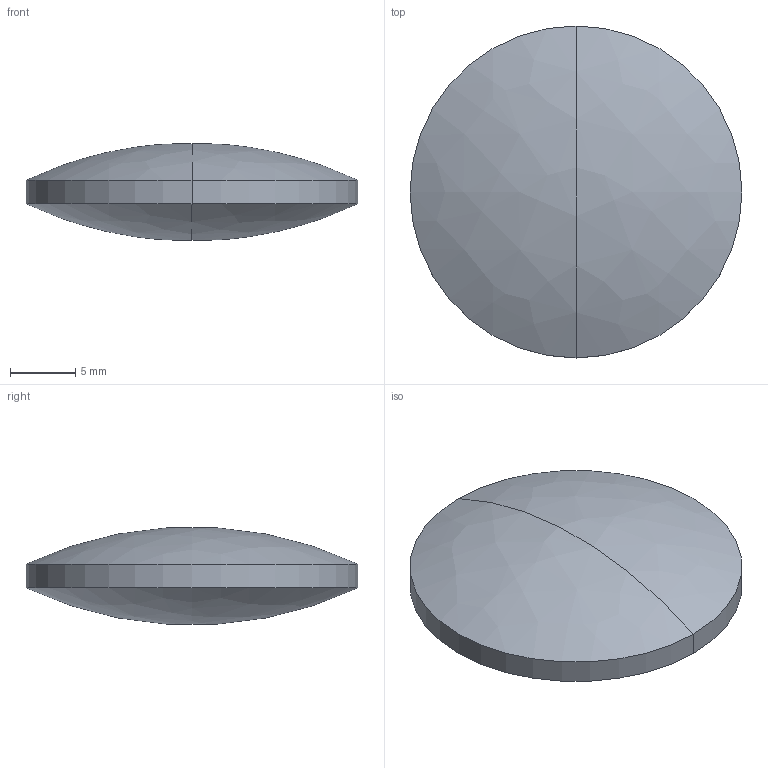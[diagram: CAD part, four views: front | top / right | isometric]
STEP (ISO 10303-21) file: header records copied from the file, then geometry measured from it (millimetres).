
FILE_DESCRIPTION (( 'STEP AP203' ), '1' );
FILE_NAME ('111-0206E BK7 bi-cx 25.4 F30.STEP', '2019-01-09T12:15:31', ( '' ), ( '' ), 'SwSTEP 2.0', 'SolidWorks 2017', '' );
FILE_SCHEMA (( 'CONFIG_CONTROL_DESIGN' ));
Length unit declared in the file: millimetre
Products named in the file (1): 111-0206E BK7 bi-cx 25.4 F30
Bounding box: 25.4 x 25.4 x 7.38 mm (x, y, z)
Volume: 2383.9 mm3; surface area: 1209 mm2
Topology: 1 solids, 1 shells, 6 faces, 8 edges, 4 vertices
Faces by surface type: bspline 4, cylinder 2
Entity records: 247 total; most frequent: CARTESIAN_POINT 79, DIRECTION 20, ORIENTED_EDGE 16, AXIS2_PLACEMENT_3D 9, PERSON_AND_ORGANIZATION 8, EDGE_CURVE 8, EDGE_LOOP 6, ADVANCED_FACE 6
